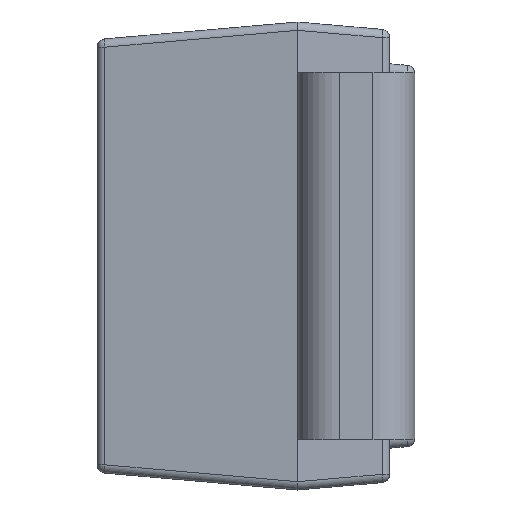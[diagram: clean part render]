
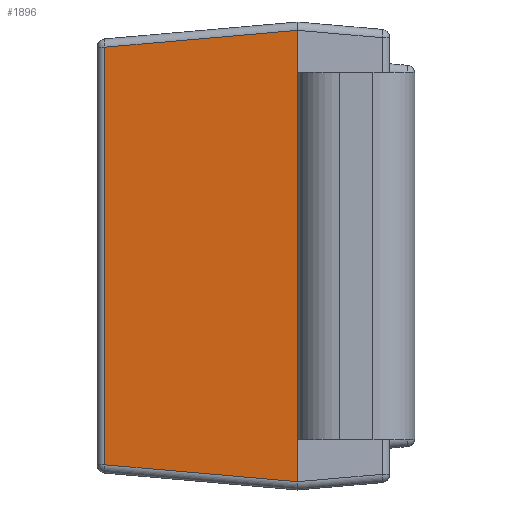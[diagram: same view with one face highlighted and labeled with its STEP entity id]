
A CAD part, left-side view. The second image highlights one B-rep face of the part: STEP entity #1896.
In plain terms, the highlighted planar face has unit normal (-0.996, 0.087, 0).
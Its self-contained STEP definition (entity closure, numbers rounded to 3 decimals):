
#104 = CARTESIAN_POINT ( 'NONE',  ( -1.75, 0.696, -1.351 ) ) ;
#200 = VERTEX_POINT ( 'NONE', #671 ) ;
#215 = CARTESIAN_POINT ( 'NONE',  ( -1.729, 0.937, 1.329 ) ) ;
#289 = EDGE_LOOP ( 'NONE', ( #1601, #1605, #1636, #1662 ) ) ;
#410 = EDGE_CURVE ( 'NONE', #903, #1080, #977, .T. ) ;
#467 = EDGE_CURVE ( 'NONE', #1080, #200, #919, .T. ) ;
#482 = EDGE_CURVE ( 'NONE', #1818, #903, #921, .T. ) ;
#671 = CARTESIAN_POINT ( 'NONE',  ( -1.75, 0.7, -1.35 ) ) ;
#896 = VECTOR ( 'NONE', #1630, 1000. ) ;
#903 = VERTEX_POINT ( 'NONE', #1711 ) ;
#913 = VECTOR ( 'NONE', #1048, 1000. ) ;
#919 = LINE ( 'NONE', #104, #913 ) ;
#921 = LINE ( 'NONE', #215, #896 ) ;
#949 = VECTOR ( 'NONE', #1273, 1000. ) ;
#977 = LINE ( 'NONE', #1454, #949 ) ;
#986 = DIRECTION ( 'NONE',  ( 0., 0., 1. ) ) ;
#998 = CARTESIAN_POINT ( 'NONE',  ( -1.75, 0.7, -1.4 ) ) ;
#1048 = DIRECTION ( 'NONE',  ( -0.087, -0.992, -0.087 ) ) ;
#1080 = VERTEX_POINT ( 'NONE', #2383 ) ;
#1097 = AXIS2_PLACEMENT_3D ( 'NONE', #2455, #1860, #1852 ) ;
#1273 = DIRECTION ( 'NONE',  ( 0., 0., -1. ) ) ;
#1454 = CARTESIAN_POINT ( 'NONE',  ( -1.649, 1.854, -1.295 ) ) ;
#1601 = ORIENTED_EDGE ( 'NONE', *, *, #410, .T. ) ;
#1605 = ORIENTED_EDGE ( 'NONE', *, *, #467, .T. ) ;
#1630 = DIRECTION ( 'NONE',  ( 0.087, 0.992, -0.087 ) ) ;
#1636 = ORIENTED_EDGE ( 'NONE', *, *, #2318, .T. ) ;
#1662 = ORIENTED_EDGE ( 'NONE', *, *, #482, .T. ) ;
#1711 = CARTESIAN_POINT ( 'NONE',  ( -1.649, 1.854, 1.249 ) ) ;
#1765 = CARTESIAN_POINT ( 'NONE',  ( -1.75, 0.7, 1.35 ) ) ;
#1769 = LINE ( 'NONE', #998, #1776 ) ;
#1776 = VECTOR ( 'NONE', #986, 1000. ) ;
#1818 = VERTEX_POINT ( 'NONE', #1765 ) ;
#1852 = DIRECTION ( 'NONE',  ( -0.087, -0.996, 0. ) ) ;
#1860 = DIRECTION ( 'NONE',  ( -0.996, 0.087, 0. ) ) ;
#1896 = ADVANCED_FACE ( 'NONE', ( #2152 ), #2012, .T. ) ;
#2012 = PLANE ( 'NONE',  #1097 ) ;
#2152 = FACE_OUTER_BOUND ( 'NONE', #289, .T. ) ;
#2318 = EDGE_CURVE ( 'NONE', #200, #1818, #1769, .T. ) ;
#2383 = CARTESIAN_POINT ( 'NONE',  ( -1.649, 1.854, -1.249 ) ) ;
#2455 = CARTESIAN_POINT ( 'NONE',  ( -1.75, 0.7, -1.4 ) ) ;
